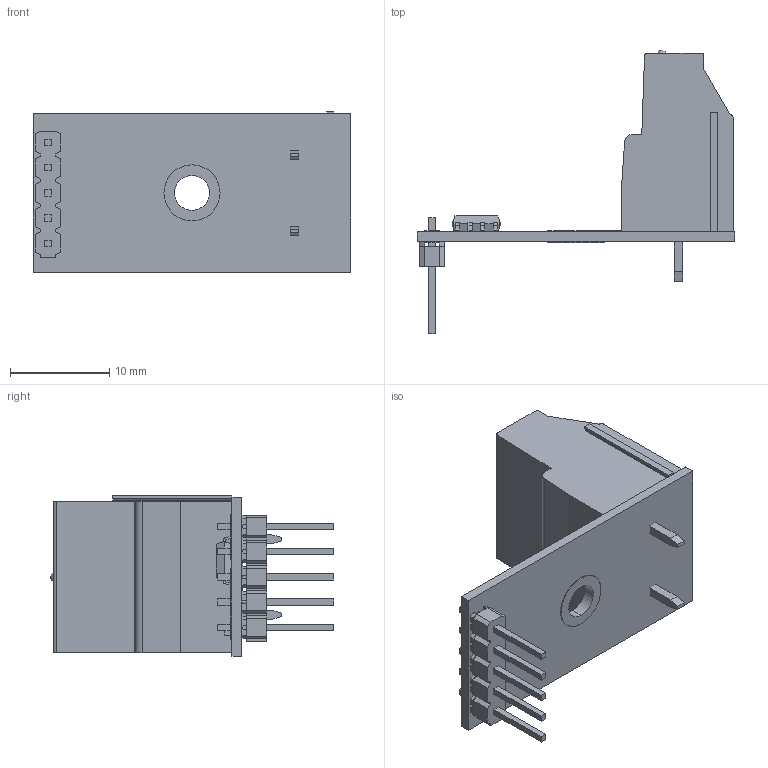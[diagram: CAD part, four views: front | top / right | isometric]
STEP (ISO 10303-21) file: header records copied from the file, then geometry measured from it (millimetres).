
FILE_DESCRIPTION (( 'STEP AP214' ), '1' );
FILE_NAME ('MAX6675-AS.STEP', '2018-12-17T22:33:25', ( '' ), ( '' ), 'SwSTEP 2.0', 'SolidWorks 2014', '' );
FILE_SCHEMA (( 'AUTOMOTIVE_DESIGN' ));
Length unit declared in the file: millimetre
Products named in the file (6): PIN-M-5; MAX6675-AS; User Library-so8-3; MAX6675; User Library-C0603-2; 14015
Assembly tree (5 placements, depth 2):
  MAX6675-AS
    MAX6675
    14015
    User Library-C0603-2
    User Library-so8-3
    PIN-M-5
Bounding box: 32 x 28.55 x 16.18 mm (x, y, z)
Volume: 3064.9 mm3; surface area: 2989.6 mm2
Topology: 15 solids, 15 shells, 623 faces, 1589 edges, 1024 vertices
Faces by surface type: plane 465, cylinder 131, bspline 17, cone 10
Entity records: 25540 total; most frequent: CARTESIAN_POINT 3505, ORIENTED_EDGE 3130, DIRECTION 3061, EDGE_CURVE 1565, VECTOR 1285, LINE 1285, VERTEX_POINT 1024, AXIS2_PLACEMENT_3D 888
